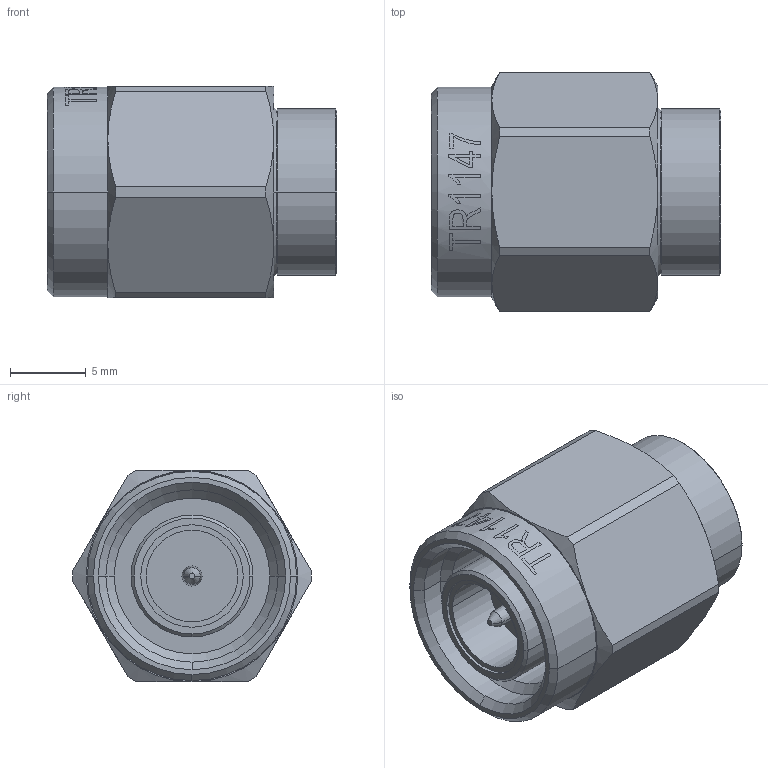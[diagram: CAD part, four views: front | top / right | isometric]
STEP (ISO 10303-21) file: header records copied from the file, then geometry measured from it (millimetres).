
FILE_DESCRIPTION (( 'STEP AP214' ), '1' );
FILE_NAME ('FMTR1147_3D.step', '2023-05-08T14:26:18', ( '' ), ( '' ), 'SwSTEP 2.0', 'SolidWorks 2022', '' );
FILE_SCHEMA (( 'AUTOMOTIVE_DESIGN' ));
Length unit declared in the file: millimetre
Products named in the file (1): FMTR1147_3D
Bounding box: 19.16 x 15.81 x 14.02 mm (x, y, z)
Volume: 2463.1 mm3; surface area: 1646.8 mm2
Topology: 1 solids, 1 shells, 72 faces, 206 edges, 153 vertices
Faces by surface type: cone 25, cylinder 24, plane 23
Entity records: 2954 total; most frequent: CARTESIAN_POINT 923, ORIENTED_EDGE 412, DIRECTION 394, EDGE_CURVE 206, AXIS2_PLACEMENT_3D 160, VERTEX_POINT 153, EDGE_LOOP 89, CIRCLE 87
